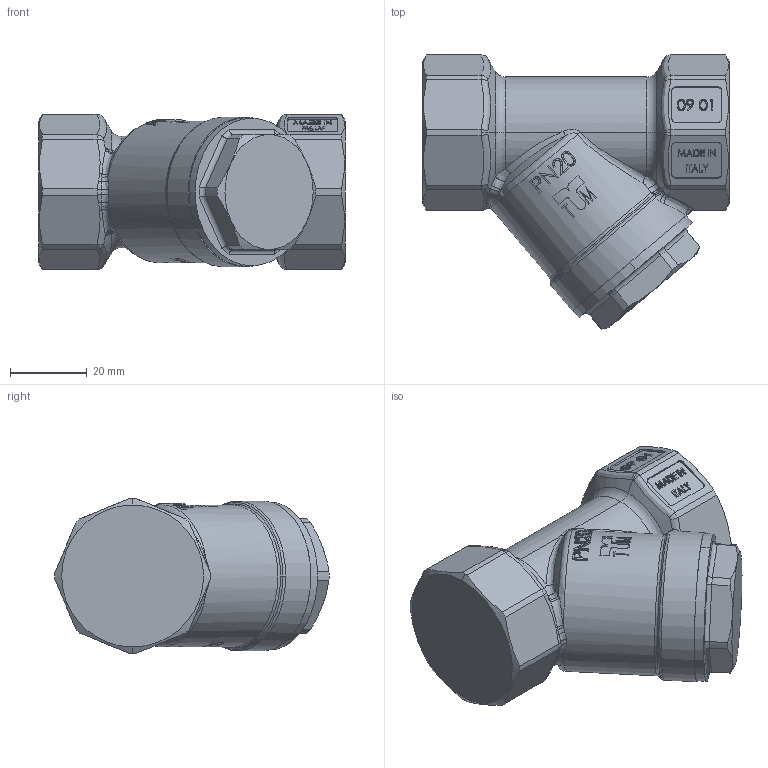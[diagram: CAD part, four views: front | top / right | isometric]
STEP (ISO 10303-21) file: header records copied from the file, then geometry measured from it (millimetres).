
FILE_DESCRIPTION (( 'STEP AP214' ), '1' );
FILE_NAME ('3670002.STEP', '2020-06-30T15:32:24', ( '' ), ( '' ), 'SwSTEP 2.0', 'SolidWorks 2019', '' );
FILE_SCHEMA (( 'AUTOMOTIVE_DESIGN' ));
Length unit declared in the file: millimetre
Products named in the file (4): 8670G2806_7200591 (8670G2806); 7870G0006_7143352 (7870G0006); 9302N2982_7390040 (9302N2982); 3670002
Assembly tree (3 placements, depth 2):
  3670002
    8670G2806_7200591 (8670G2806)
    7870G0006_7143352 (7870G0006)
    9302N2982_7390040 (9302N2982)
Bounding box: 80 x 71.45 x 40.5 mm (x, y, z)
Volume: 121409.1 mm3; surface area: 20006.6 mm2
Topology: 3 solids, 3 shells, 554 faces, 1440 edges, 931 vertices
Faces by surface type: bspline 222, plane 192, cylinder 72, torus 42, cone 26
Entity records: 29953 total; most frequent: CARTESIAN_POINT 18236, ORIENTED_EDGE 2876, DIRECTION 1591, EDGE_CURVE 1438, VERTEX_POINT 931, B_SPLINE_CURVE_WITH_KNOTS 735, EDGE_LOOP 597, ADVANCED_FACE 554
